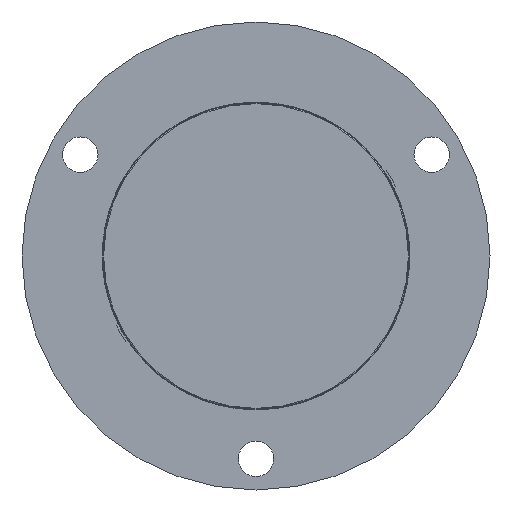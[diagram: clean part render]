
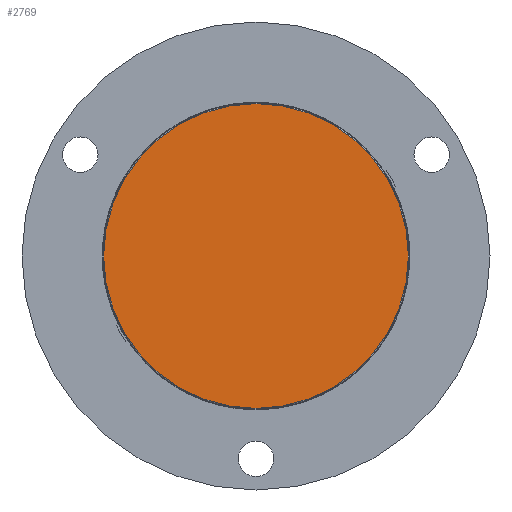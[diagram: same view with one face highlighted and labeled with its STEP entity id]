
A CAD part, front view. The second image highlights one B-rep face of the part: STEP entity #2769.
In plain terms, the highlighted planar face has unit normal (0, -1, 0).
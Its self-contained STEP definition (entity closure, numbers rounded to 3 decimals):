
#2740 = FACE_OUTER_BOUND ( 'NONE', #28481, .T. ) ;
#2769 = ADVANCED_FACE ( 'NONE', ( #2740 ), #20738, .F. ) ;
#4429 = CIRCLE ( 'NONE', #10972, 146.5 ) ;
#4684 = CARTESIAN_POINT ( 'NONE',  ( -73.25, -81.5, 126.873 ) ) ;
#6530 = CARTESIAN_POINT ( 'NONE',  ( 0., -81.5, 0. ) ) ;
#6659 = CARTESIAN_POINT ( 'NONE',  ( 0., -81.5, 0. ) ) ;
#8924 = DIRECTION ( 'NONE',  ( 0.5, 0., -0.866 ) ) ;
#9043 = DIRECTION ( 'NONE',  ( -0.5, 0., 0.866 ) ) ;
#10813 = CARTESIAN_POINT ( 'NONE',  ( 73.25, -81.5, -126.873 ) ) ;
#10972 = AXIS2_PLACEMENT_3D ( 'NONE', #6659, #23257, #9043 ) ;
#10986 = ORIENTED_EDGE ( 'NONE', *, *, #18967, .T. ) ;
#11091 = DIRECTION ( 'NONE',  ( 0., -1., 0. ) ) ;
#11744 = ORIENTED_EDGE ( 'NONE', *, *, #14091, .T. ) ;
#14091 = EDGE_CURVE ( 'NONE', #17286, #20939, #19076, .T. ) ;
#17286 = VERTEX_POINT ( 'NONE', #4684 ) ;
#18967 = EDGE_CURVE ( 'NONE', #20939, #17286, #4429, .T. ) ;
#19076 = CIRCLE ( 'NONE', #25886, 146.5 ) ;
#20738 = PLANE ( 'NONE',  #27427 ) ;
#20939 = VERTEX_POINT ( 'NONE', #10813 ) ;
#23133 = DIRECTION ( 'NONE',  ( 0., 1., 0. ) ) ;
#23257 = DIRECTION ( 'NONE',  ( 0., -1., 0. ) ) ;
#25273 = CARTESIAN_POINT ( 'NONE',  ( 0., -81.5, 0. ) ) ;
#25886 = AXIS2_PLACEMENT_3D ( 'NONE', #25273, #11091, #27676 ) ;
#27427 = AXIS2_PLACEMENT_3D ( 'NONE', #6530, #23133, #8924 ) ;
#27676 = DIRECTION ( 'NONE',  ( -0.5, 0., 0.866 ) ) ;
#28481 = EDGE_LOOP ( 'NONE', ( #11744, #10986 ) ) ;
